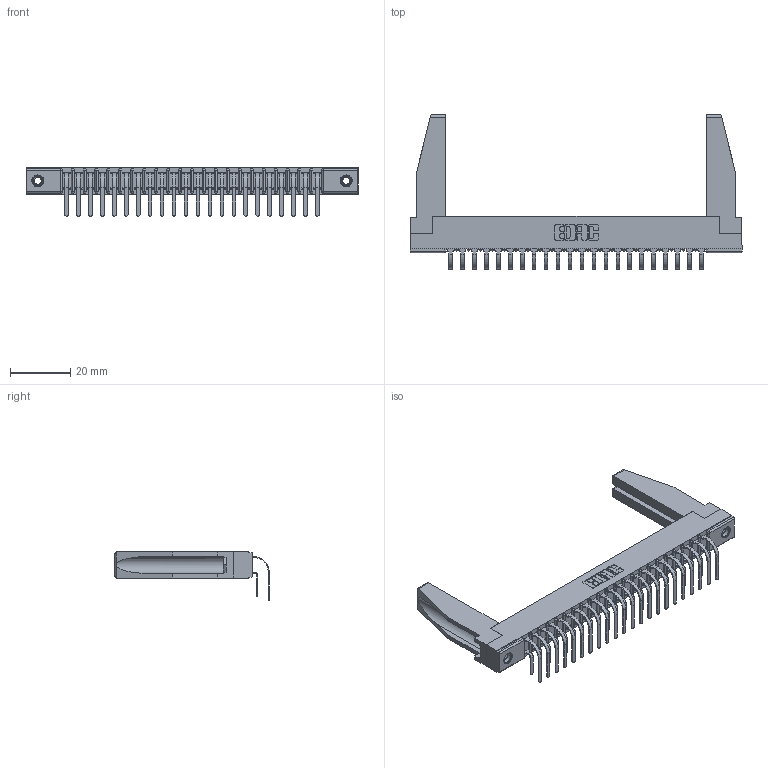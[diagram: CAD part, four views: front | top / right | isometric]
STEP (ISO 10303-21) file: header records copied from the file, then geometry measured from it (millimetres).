
FILE_DESCRIPTION (( 'STEP AP203' ), '1' );
FILE_NAME ('307-044-559-278.STEP', '2022-07-08T16:49:41', ( '' ), ( '' ), 'SwSTEP 2.0', 'SolidWorks 2020', '' );
FILE_SCHEMA (( 'CONFIG_CONTROL_DESIGN' ));
Length unit declared in the file: inch
Products named in the file (6): 307 Part_.156 Dia Mounting Holes; 307-220-078; 307-290-001_559 - 2 (Single); 307-044-559-278; 345-250-001_345-250-001-102; 307-290-001_558 559 - 1 (Single)
Assembly tree (49 placements, depth 2):
  307-044-559-278
    307 Part_.156 Dia Mounting Holes
    307-290-001_558 559 - 1 (Single)  x22
    307-290-001_559 - 2 (Single)  x22
    307-220-078  x2
    345-250-001_345-250-001-102  x2
Bounding box: 110.19 x 51.22 x 16.08 mm (x, y, z)
Volume: 11366.1 mm3; surface area: 17766.8 mm2
Topology: 49 solids, 49 shells, 2471 faces, 6901 edges, 4470 vertices
Faces by surface type: plane 1606, cylinder 803, sphere 46, cone 12, torus 4
Entity records: 25916 total; most frequent: CARTESIAN_POINT 4258, ORIENTED_EDGE 4176, DIRECTION 4132, EDGE_CURVE 2088, LINE 1596, VECTOR 1596, VERTEX_POINT 1352, AXIS2_PLACEMENT_3D 1268
